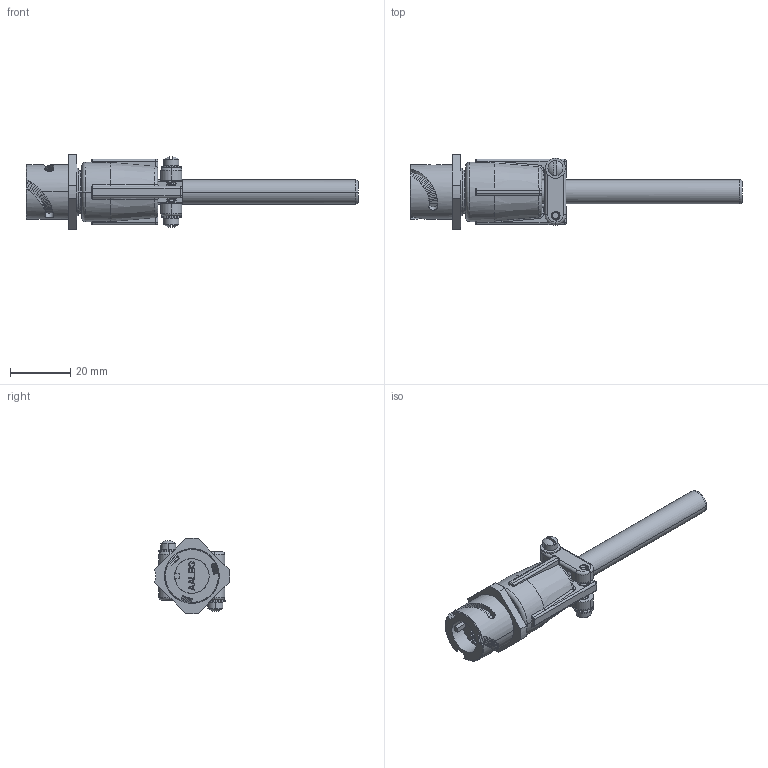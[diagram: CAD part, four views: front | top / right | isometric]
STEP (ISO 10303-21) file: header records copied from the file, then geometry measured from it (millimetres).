
FILE_DESCRIPTION((''),'2;1');
FILE_NAME('VG95234F-10_SW0001','2023-03-20T16:56:21',('paultorloting'),('NET AG system integration'),'CREO PARAMETRIC BY PTC INC, 2021404','CREO PARAMETRIC BY PTC INC, 2021404','');
FILE_SCHEMA(('AUTOMOTIVE_DESIGN { 1 0 10303 214 1 1 1 1 }'));
Products named in the file (1): VG95234F-10_SW0001
Bounding box: 110.66 x 25.05 x 25.16 mm (x, y, z)
Volume: 14837.2 mm3; surface area: 9410.8 mm2
Topology: 1 solids, 1 shells, 891 faces, 2376 edges, 1500 vertices
Faces by surface type: plane 384, bspline 242, cylinder 177, cone 44, torus 36, sphere 8
Entity records: 45693 total; most frequent: CARTESIAN_POINT 20351, ORIENTED_EDGE 4752, DIRECTION 3439, EDGE_CURVE 2376, VERTEX_POINT 1500, VECTOR 1340, LINE 1340, AXIS2_PLACEMENT_3D 1048
